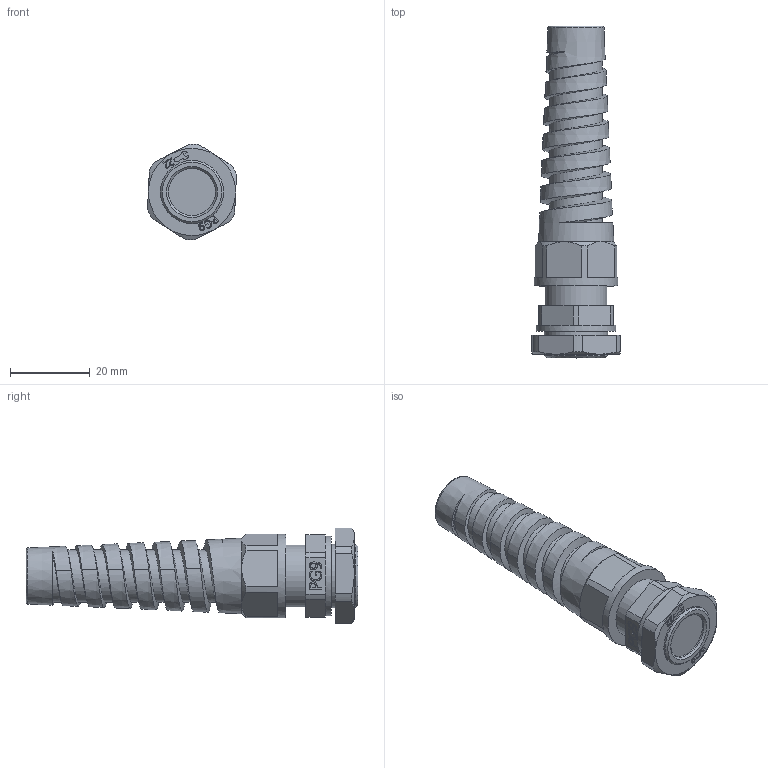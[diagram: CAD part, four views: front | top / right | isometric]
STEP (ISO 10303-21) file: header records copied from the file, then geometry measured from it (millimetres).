
FILE_DESCRIPTION(/* description */ (''),/* implementation_level */ '2;1');
FILE_NAME(/* name */ '',/* time_stamp */ '2025-06-23T15:05:05+07:00',/* author */ ('zeta-86'),/* organization */ (''),/* preprocessor_version */ 'ST-DEVELOPER v19.2',/* originating_system */ 'Autodesk Inventor 2024',/* authorisation */ '');
FILE_SCHEMA (('AUTOMOTIVE_DESIGN { 1 0 10303 214 3 1 1 }'));
Length unit declared in the file: millimetre
Products named in the file (1): ГОФРОМАТИК ВКС-
ПР-PG9-8-L8
Bounding box: 22.26 x 83 x 24 mm (x, y, z)
Volume: 18727.2 mm3; surface area: 6569.3 mm2
Topology: 1 solids, 1 shells, 277 faces, 740 edges, 485 vertices
Faces by surface type: plane 117, bspline 106, cylinder 31, cone 21, torus 2
Full cylindrical faces by diameter (mm): 11.7 x1, 13.25 x6, 15.5 x1, 15.8 x2, 20 x1, 21 x1
Entity records: 19358 total; most frequent: CARTESIAN_POINT 12888, ORIENTED_EDGE 1480, DIRECTION 923, EDGE_CURVE 740, VERTEX_POINT 485, LINE 369, VECTOR 369, EDGE_LOOP 297
